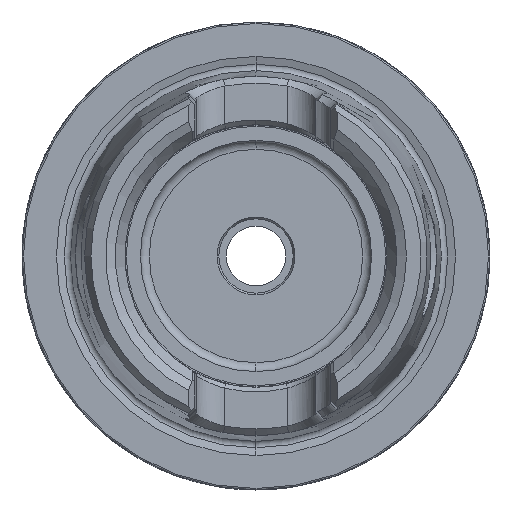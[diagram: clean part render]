
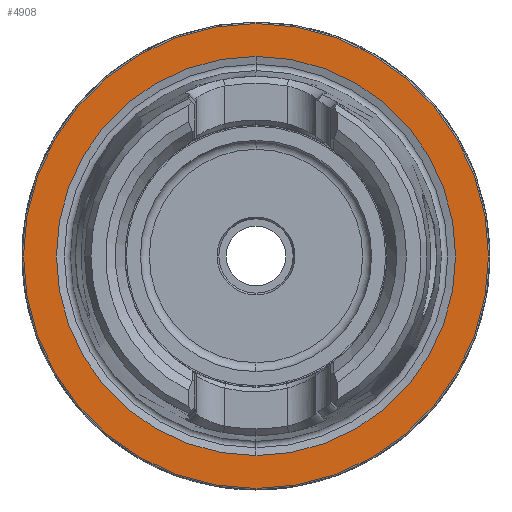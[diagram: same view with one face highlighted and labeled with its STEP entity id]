
A CAD part, left-side view. The second image highlights one B-rep face of the part: STEP entity #4908.
In plain terms, the highlighted planar face has unit normal (-1, 0, 0).
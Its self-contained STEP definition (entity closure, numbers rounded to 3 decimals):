
#2 = EDGE_LOOP ( 'NONE', ( #1930, #2956 ) ) ;
#465 = FACE_OUTER_BOUND ( 'NONE', #1682, .T. ) ;
#871 = EDGE_CURVE ( 'NONE', #9155, #9491, #7711, .T. ) ;
#894 = PLANE ( 'NONE',  #5133 ) ;
#1451 = ORIENTED_EDGE ( 'NONE', *, *, #871, .T. ) ;
#1682 = EDGE_LOOP ( 'NONE', ( #1451, #7568 ) ) ;
#1830 = CIRCLE ( 'NONE', #9163, 31.275 ) ;
#1930 = ORIENTED_EDGE ( 'NONE', *, *, #6806, .F. ) ;
#2122 = FACE_BOUND ( 'NONE', #2, .T. ) ;
#2252 = CARTESIAN_POINT ( 'NONE',  ( 0., 0., -31.275 ) ) ;
#2319 = CARTESIAN_POINT ( 'NONE',  ( 0., 0., 0. ) ) ;
#2349 = CARTESIAN_POINT ( 'NONE',  ( 0., 0., 26.85 ) ) ;
#2397 = CARTESIAN_POINT ( 'NONE',  ( 0., 0., 0. ) ) ;
#2515 = DIRECTION ( 'NONE',  ( 1., 0., 0. ) ) ;
#2956 = ORIENTED_EDGE ( 'NONE', *, *, #9571, .F. ) ;
#3146 = DIRECTION ( 'NONE',  ( 0., 0., 1. ) ) ;
#3149 = CIRCLE ( 'NONE', #5697, 26.85 ) ;
#3209 = CARTESIAN_POINT ( 'NONE',  ( 0., 0., 31.275 ) ) ;
#3221 = DIRECTION ( 'NONE',  ( 0., 0., 1. ) ) ;
#3405 = AXIS2_PLACEMENT_3D ( 'NONE', #7013, #5856, #9942 ) ;
#3976 = CIRCLE ( 'NONE', #8628, 26.85 ) ;
#4797 = DIRECTION ( 'NONE',  ( -1., 0., 0. ) ) ;
#4908 = ADVANCED_FACE ( 'NONE', ( #2122, #465 ), #894, .F. ) ;
#5133 = AXIS2_PLACEMENT_3D ( 'NONE', #5758, #2515, #8224 ) ;
#5697 = AXIS2_PLACEMENT_3D ( 'NONE', #2397, #8118, #3221 ) ;
#5758 = CARTESIAN_POINT ( 'NONE',  ( 0., 31.275, 0. ) ) ;
#5856 = DIRECTION ( 'NONE',  ( -1., 0., 0. ) ) ;
#6806 = EDGE_CURVE ( 'NONE', #9120, #9136, #3976, .T. ) ;
#6822 = EDGE_CURVE ( 'NONE', #9491, #9155, #1830, .T. ) ;
#7013 = CARTESIAN_POINT ( 'NONE',  ( 0., 0., 0. ) ) ;
#7568 = ORIENTED_EDGE ( 'NONE', *, *, #6822, .T. ) ;
#7711 = CIRCLE ( 'NONE', #3405, 31.275 ) ;
#8028 = DIRECTION ( 'NONE',  ( -1., 0., 0. ) ) ;
#8103 = CARTESIAN_POINT ( 'NONE',  ( 0., 0., -26.85 ) ) ;
#8118 = DIRECTION ( 'NONE',  ( -1., 0., 0. ) ) ;
#8224 = DIRECTION ( 'NONE',  ( 0., 0., -1. ) ) ;
#8628 = AXIS2_PLACEMENT_3D ( 'NONE', #2319, #8028, #3146 ) ;
#9120 = VERTEX_POINT ( 'NONE', #2349 ) ;
#9136 = VERTEX_POINT ( 'NONE', #8103 ) ;
#9155 = VERTEX_POINT ( 'NONE', #3209 ) ;
#9163 = AXIS2_PLACEMENT_3D ( 'NONE', #9600, #4797, #10365 ) ;
#9491 = VERTEX_POINT ( 'NONE', #2252 ) ;
#9571 = EDGE_CURVE ( 'NONE', #9136, #9120, #3149, .T. ) ;
#9600 = CARTESIAN_POINT ( 'NONE',  ( 0., 0., 0. ) ) ;
#9942 = DIRECTION ( 'NONE',  ( 0., 0., 1. ) ) ;
#10365 = DIRECTION ( 'NONE',  ( 0., 0., 1. ) ) ;
